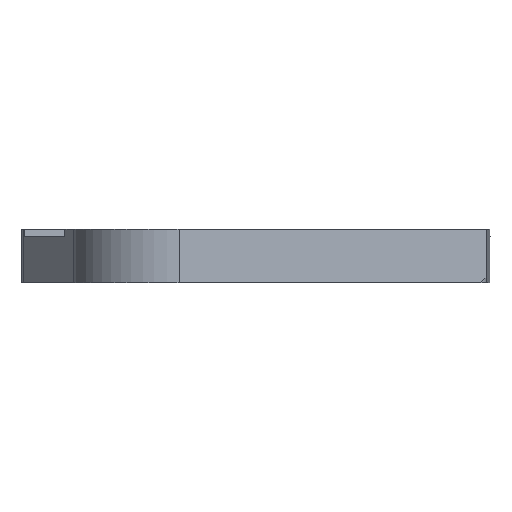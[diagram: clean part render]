
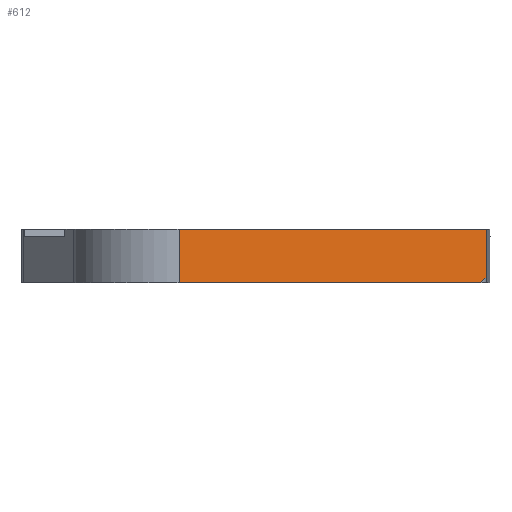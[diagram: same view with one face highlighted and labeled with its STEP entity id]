
A CAD part, left-side view. The second image highlights one B-rep face of the part: STEP entity #612.
In plain terms, the highlighted planar face has unit normal (-0.986, -0.169, 0).
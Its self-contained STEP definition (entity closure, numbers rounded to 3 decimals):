
#31 = FACE_OUTER_BOUND ( 'NONE', #586, .T. ) ;
#50 = LINE ( 'NONE', #1594, #93 ) ;
#93 = VECTOR ( 'NONE', #1583, 1000. ) ;
#165 = EDGE_CURVE ( 'NONE', #1015, #1775, #329, .T. ) ;
#208 = CARTESIAN_POINT ( 'NONE',  ( 9.058, 6.313, 4.007 ) ) ;
#274 = AXIS2_PLACEMENT_3D ( 'NONE', #1257, #1203, #1197 ) ;
#313 = VECTOR ( 'NONE', #1610, 1000. ) ;
#329 = LINE ( 'NONE', #1648, #313 ) ;
#366 = EDGE_CURVE ( 'NONE', #1761, #1875, #1071, .T. ) ;
#543 = CARTESIAN_POINT ( 'NONE',  ( 8.989, 6.716, 0.507 ) ) ;
#554 = EDGE_CURVE ( 'NONE', #1015, #795, #50, .T. ) ;
#576 = DIRECTION ( 'NONE',  ( 0., 0., -1. ) ) ;
#579 = ORIENTED_EDGE ( 'NONE', *, *, #1974, .T. ) ;
#583 = CARTESIAN_POINT ( 'NONE',  ( 9.058, 6.313, 2.007 ) ) ;
#586 = EDGE_LOOP ( 'NONE', ( #579, #1684, #1355, #1790, #785, #1245 ) ) ;
#612 = ADVANCED_FACE ( 'NONE', ( #31 ), #1219, .T. ) ;
#734 = CARTESIAN_POINT ( 'NONE',  ( 5.616, 26.392, 0.507 ) ) ;
#743 = DIRECTION ( 'NONE',  ( 0.169, -0.986, 0. ) ) ;
#760 = VERTEX_POINT ( 'NONE', #543 ) ;
#785 = ORIENTED_EDGE ( 'NONE', *, *, #554, .F. ) ;
#795 = VERTEX_POINT ( 'NONE', #208 ) ;
#817 = EDGE_CURVE ( 'NONE', #1761, #760, #1288, .T. ) ;
#880 = CARTESIAN_POINT ( 'NONE',  ( 9.058, 6.313, 1.007 ) ) ;
#893 = CARTESIAN_POINT ( 'NONE',  ( 9.056, 6.327, 0.84 ) ) ;
#908 = CARTESIAN_POINT ( 'NONE',  ( 9.058, 6.313, 0.951 ) ) ;
#992 = CARTESIAN_POINT ( 'NONE',  ( 9.058, 6.313, 1.007 ) ) ;
#1015 = VERTEX_POINT ( 'NONE', #1995 ) ;
#1071 =( BOUNDED_CURVE ( )  B_SPLINE_CURVE ( 3, ( #893, #1517, #908, #880 ),
 .UNSPECIFIED., .F., .T. ) 
 B_SPLINE_CURVE_WITH_KNOTS ( ( 4, 4 ),
 ( 2.974, 3.142 ),
 .UNSPECIFIED. ) 
 CURVE ( )  GEOMETRIC_REPRESENTATION_ITEM ( )  RATIONAL_B_SPLINE_CURVE ( ( 1., 0.998, 0.998, 1. ) ) 
 REPRESENTATION_ITEM ( '' )  );
#1197 = DIRECTION ( 'NONE',  ( 0.169, -0.986, 0. ) ) ;
#1203 = DIRECTION ( 'NONE',  ( -0.986, -0.169, 0. ) ) ;
#1219 = PLANE ( 'NONE',  #274 ) ;
#1244 = CARTESIAN_POINT ( 'NONE',  ( 5.616, 26.392, 0.507 ) ) ;
#1245 = ORIENTED_EDGE ( 'NONE', *, *, #165, .T. ) ;
#1257 = CARTESIAN_POINT ( 'NONE',  ( 5.616, 26.392, 0.007 ) ) ;
#1272 = CARTESIAN_POINT ( 'NONE',  ( 9.056, 6.327, 0.84 ) ) ;
#1288 = LINE ( 'NONE', #1619, #1669 ) ;
#1317 = VECTOR ( 'NONE', #576, 1000. ) ;
#1355 = ORIENTED_EDGE ( 'NONE', *, *, #366, .T. ) ;
#1423 = LINE ( 'NONE', #583, #1317 ) ;
#1425 = VECTOR ( 'NONE', #743, 1000. ) ;
#1477 = LINE ( 'NONE', #734, #1425 ) ;
#1517 = CARTESIAN_POINT ( 'NONE',  ( 9.057, 6.318, 0.895 ) ) ;
#1561 = DIRECTION ( 'NONE',  ( -0.129, 0.753, -0.645 ) ) ;
#1583 = DIRECTION ( 'NONE',  ( 0.169, -0.986, 0. ) ) ;
#1594 = CARTESIAN_POINT ( 'NONE',  ( 5.616, 26.392, 4.007 ) ) ;
#1610 = DIRECTION ( 'NONE',  ( 0., 0., -1. ) ) ;
#1619 = CARTESIAN_POINT ( 'NONE',  ( 9.056, 6.327, 0.84 ) ) ;
#1648 = CARTESIAN_POINT ( 'NONE',  ( 5.616, 26.392, 2.007 ) ) ;
#1669 = VECTOR ( 'NONE', #1561, 1000. ) ;
#1684 = ORIENTED_EDGE ( 'NONE', *, *, #817, .F. ) ;
#1761 = VERTEX_POINT ( 'NONE', #1272 ) ;
#1775 = VERTEX_POINT ( 'NONE', #1244 ) ;
#1790 = ORIENTED_EDGE ( 'NONE', *, *, #2027, .F. ) ;
#1875 = VERTEX_POINT ( 'NONE', #992 ) ;
#1974 = EDGE_CURVE ( 'NONE', #1775, #760, #1477, .T. ) ;
#1995 = CARTESIAN_POINT ( 'NONE',  ( 5.616, 26.392, 4.007 ) ) ;
#2027 = EDGE_CURVE ( 'NONE', #795, #1875, #1423, .T. ) ;
